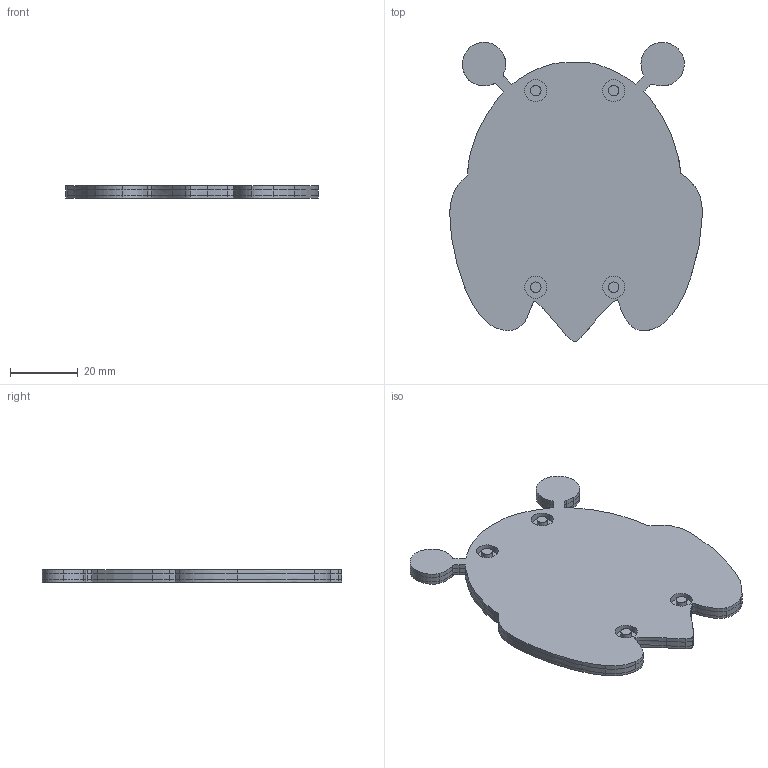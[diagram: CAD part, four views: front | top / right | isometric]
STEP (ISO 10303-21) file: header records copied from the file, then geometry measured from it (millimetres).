
FILE_DESCRIPTION(('FreeCAD Model'),'2;1');
FILE_NAME('Open CASCADE Shape Model','2024-06-12T23:38:55',(''),(''), 'Open CASCADE STEP processor 7.6','FreeCAD','Unknown');
FILE_SCHEMA(('AUTOMOTIVE_DESIGN { 1 0 10303 214 1 1 1 1 }'));
Length unit declared in the file: millimetre
Products named in the file (2): Part_bottom; Body_bottom
Assembly tree (1 placements, depth 2):
  Part_bottom
    Body_bottom
Bounding box: 74.5 x 88.26 x 3.6 mm (x, y, z)
Volume: 14251.2 mm3; surface area: 12022.5 mm2
Topology: 1 solids, 1 shells, 257 faces, 601 edges, 359 vertices
Faces by surface type: extrusion 234, plane 15, cylinder 8
Full cylindrical faces by diameter (mm): 3.1 x4, 6.5 x4
Entity records: 7872 total; most frequent: CARTESIAN_POINT 2706, ORIENTED_EDGE 1202, EDGE_CURVE 601, B_SPLINE_CURVE_WITH_KNOTS 577, DIRECTION 558, VECTOR 476, VERTEX_POINT 359, FACE_BOUND 270
